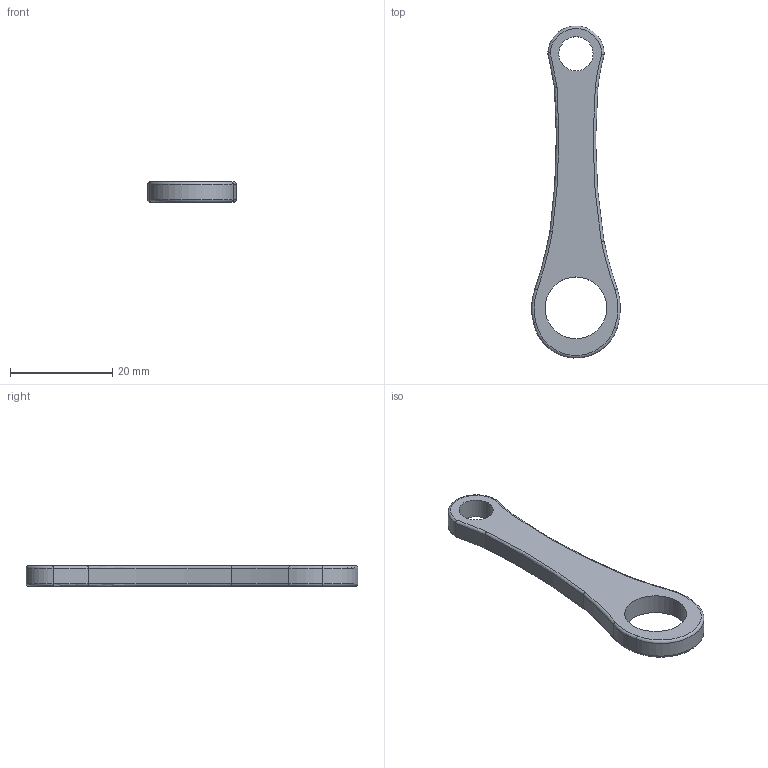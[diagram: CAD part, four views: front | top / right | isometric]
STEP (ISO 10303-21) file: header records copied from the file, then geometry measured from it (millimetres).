
FILE_DESCRIPTION(/* description */ (''),/* implementation_level */ '2;1');
FILE_NAME(/* name */ 'e9432720-c3bf-42cf-9222-36ee28eda731.stp',/* time_stamp */ '2022-03-10T07:46:39+00:00',/* author */ (''),/* organization */ (''),/* preprocessor_version */ 'ST-DEVELOPER v18.1',/* originating_system */ 'Autodesk Translation Framework v10.14.0.1471',/* authorisation */ '');
FILE_SCHEMA (('AUTOMOTIVE_DESIGN { 1 0 10303 214 3 1 1 }'));
Length unit declared in the file: millimetre
Products named in the file (1): Finger_Motor_Panel_Back_Desk
Bounding box: 17.38 x 64.97 x 4 mm (x, y, z)
Volume: 2144.2 mm3; surface area: 1841.9 mm2
Topology: 1 solids, 1 shells, 34 faces, 76 edges, 44 vertices
Faces by surface type: torus 20, cylinder 12, plane 2
Full cylindrical faces by diameter (mm): 6.705 x1, 12.079 x1
Entity records: 1293 total; most frequent: CARTESIAN_POINT 503, DIRECTION 170, ORIENTED_EDGE 152, AXIS2_PLACEMENT_3D 79, EDGE_CURVE 76, CIRCLE 44, VERTEX_POINT 44, EDGE_LOOP 38
